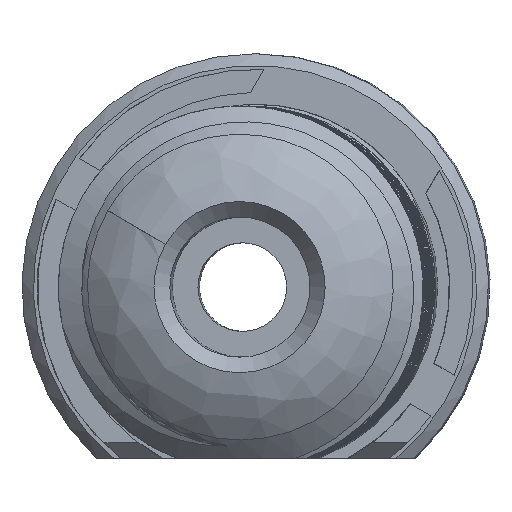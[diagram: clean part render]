
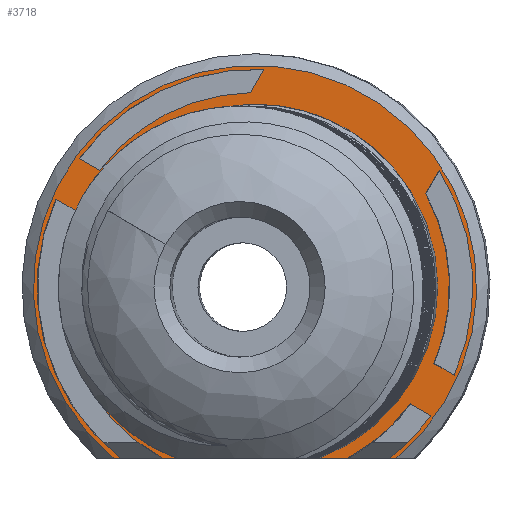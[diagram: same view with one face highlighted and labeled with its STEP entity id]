
A CAD part, left-side view. The second image highlights one B-rep face of the part: STEP entity #3718.
In plain terms, the highlighted planar face has unit normal (-1, 0.023, 0).
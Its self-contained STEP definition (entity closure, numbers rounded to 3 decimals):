
#93=FACE_BOUND('',#961,.T.);
#94=FACE_BOUND('',#962,.T.);
#125=PLANE('',#3905);
#286=LINE('',#24778,#492);
#290=LINE('',#24786,#496);
#294=LINE('',#24810,#500);
#298=LINE('',#24818,#504);
#315=LINE('',#24876,#521);
#316=LINE('',#24881,#522);
#317=LINE('',#24884,#523);
#318=LINE('',#24888,#524);
#319=LINE('',#24894,#525);
#320=LINE('',#24897,#526);
#492=VECTOR('',#4185,10.);
#496=VECTOR('',#4189,10.);
#500=VECTOR('',#4193,10.);
#504=VECTOR('',#4197,10.);
#521=VECTOR('',#4262,1000.);
#522=VECTOR('',#4269,1000.);
#523=VECTOR('',#4270,1000.);
#524=VECTOR('',#4273,1000.);
#525=VECTOR('',#4278,1000.);
#526=VECTOR('',#4281,1000.);
#756=FACE_OUTER_BOUND('',#960,.T.);
#960=EDGE_LOOP('',(#3036,#3037,#3038,#3039,#3040,#3041,#3042,#3043,#3044,
#3045,#3046,#3047));
#961=EDGE_LOOP('',(#3048,#3049,#3050,#3051));
#962=EDGE_LOOP('',(#3052,#3053,#3054,#3055));
#1079=CIRCLE('',#3886,11.75);
#1084=CIRCLE('',#3904,12.5);
#1085=CIRCLE('',#3906,12.5);
#1086=CIRCLE('',#3907,14.);
#1087=CIRCLE('',#3908,14.25);
#1088=CIRCLE('',#3909,14.);
#1089=CIRCLE('',#3910,12.5);
#1090=CIRCLE('',#3911,14.);
#1091=CIRCLE('',#3912,14.);
#1092=CIRCLE('',#3913,12.5);
#1629=VERTEX_POINT('',#24775);
#1630=VERTEX_POINT('',#24777);
#1633=VERTEX_POINT('',#24783);
#1634=VERTEX_POINT('',#24785);
#1641=VERTEX_POINT('',#24805);
#1642=VERTEX_POINT('',#24809);
#1645=VERTEX_POINT('',#24815);
#1646=VERTEX_POINT('',#24817);
#1661=VERTEX_POINT('',#24869);
#1662=VERTEX_POINT('',#24873);
#1663=VERTEX_POINT('',#24875);
#1664=VERTEX_POINT('',#24879);
#1665=VERTEX_POINT('',#24882);
#1666=VERTEX_POINT('',#24883);
#1667=VERTEX_POINT('',#24885);
#1668=VERTEX_POINT('',#24887);
#1669=VERTEX_POINT('',#24890);
#1670=VERTEX_POINT('',#24891);
#1671=VERTEX_POINT('',#24893);
#1672=VERTEX_POINT('',#24895);
#2119=EDGE_CURVE('',#1629,#1630,#286,.T.);
#2123=EDGE_CURVE('',#1633,#1634,#290,.T.);
#2131=EDGE_CURVE('',#1641,#1642,#294,.T.);
#2135=EDGE_CURVE('',#1645,#1646,#298,.T.);
#2139=EDGE_CURVE('',#1646,#1629,#1079,.T.);
#2161=EDGE_CURVE('',#1661,#1630,#1084,.T.);
#2163=EDGE_CURVE('',#1645,#1662,#1085,.T.);
#2164=EDGE_CURVE('',#1662,#1663,#315,.T.);
#2165=EDGE_CURVE('',#1642,#1663,#1086,.T.);
#2166=EDGE_CURVE('',#1641,#1634,#1087,.T.);
#2167=EDGE_CURVE('',#1664,#1633,#1088,.T.);
#2168=EDGE_CURVE('',#1664,#1661,#316,.T.);
#2169=EDGE_CURVE('',#1665,#1666,#317,.T.);
#2170=EDGE_CURVE('',#1665,#1667,#1089,.T.);
#2171=EDGE_CURVE('',#1667,#1668,#318,.T.);
#2172=EDGE_CURVE('',#1666,#1668,#1090,.T.);
#2173=EDGE_CURVE('',#1669,#1670,#1091,.T.);
#2174=EDGE_CURVE('',#1671,#1669,#319,.T.);
#2175=EDGE_CURVE('',#1671,#1672,#1092,.T.);
#2176=EDGE_CURVE('',#1670,#1672,#320,.T.);
#3036=ORIENTED_EDGE('',*,*,#2119,.F.);
#3037=ORIENTED_EDGE('',*,*,#2139,.F.);
#3038=ORIENTED_EDGE('',*,*,#2135,.F.);
#3039=ORIENTED_EDGE('',*,*,#2163,.T.);
#3040=ORIENTED_EDGE('',*,*,#2164,.T.);
#3041=ORIENTED_EDGE('',*,*,#2165,.F.);
#3042=ORIENTED_EDGE('',*,*,#2131,.F.);
#3043=ORIENTED_EDGE('',*,*,#2166,.T.);
#3044=ORIENTED_EDGE('',*,*,#2123,.F.);
#3045=ORIENTED_EDGE('',*,*,#2167,.F.);
#3046=ORIENTED_EDGE('',*,*,#2168,.T.);
#3047=ORIENTED_EDGE('',*,*,#2161,.T.);
#3048=ORIENTED_EDGE('',*,*,#2169,.F.);
#3049=ORIENTED_EDGE('',*,*,#2170,.T.);
#3050=ORIENTED_EDGE('',*,*,#2171,.T.);
#3051=ORIENTED_EDGE('',*,*,#2172,.F.);
#3052=ORIENTED_EDGE('',*,*,#2173,.F.);
#3053=ORIENTED_EDGE('',*,*,#2174,.F.);
#3054=ORIENTED_EDGE('',*,*,#2175,.T.);
#3055=ORIENTED_EDGE('',*,*,#2176,.F.);
#3718=ADVANCED_FACE('',(#756,#93,#94),#125,.T.);
#3886=AXIS2_PLACEMENT_3D('',#24825,#4207,#4208);
#3904=AXIS2_PLACEMENT_3D('',#24870,#4255,#4256);
#3905=AXIS2_PLACEMENT_3D('',#24872,#4258,#4259);
#3906=AXIS2_PLACEMENT_3D('',#24874,#4260,#4261);
#3907=AXIS2_PLACEMENT_3D('',#24877,#4263,#4264);
#3908=AXIS2_PLACEMENT_3D('',#24878,#4265,#4266);
#3909=AXIS2_PLACEMENT_3D('',#24880,#4267,#4268);
#3910=AXIS2_PLACEMENT_3D('',#24886,#4271,#4272);
#3911=AXIS2_PLACEMENT_3D('',#24889,#4274,#4275);
#3912=AXIS2_PLACEMENT_3D('',#24892,#4276,#4277);
#3913=AXIS2_PLACEMENT_3D('',#24896,#4279,#4280);
#4185=DIRECTION('',(0.023,1.,0.));
#4189=DIRECTION('',(0.023,1.,0.));
#4193=DIRECTION('',(0.023,1.,0.));
#4197=DIRECTION('',(0.023,1.,0.));
#4207=DIRECTION('center_axis',(-1.,0.023,0.));
#4208=DIRECTION('ref_axis',(0.02,0.866,0.5));
#4255=DIRECTION('center_axis',(-1.,0.023,0.));
#4256=DIRECTION('ref_axis',(0.02,0.866,0.5));
#4258=DIRECTION('center_axis',(-1.,0.023,0.));
#4259=DIRECTION('ref_axis',(0.02,0.866,0.5));
#4260=DIRECTION('center_axis',(-1.,0.023,0.));
#4261=DIRECTION('ref_axis',(0.02,0.866,0.5));
#4262=DIRECTION('',(-0.02,-0.866,-0.5));
#4263=DIRECTION('center_axis',(-1.,0.023,0.));
#4264=DIRECTION('ref_axis',(0.02,0.866,0.5));
#4265=DIRECTION('center_axis',(-1.,0.023,0.));
#4266=DIRECTION('ref_axis',(0.02,0.866,0.5));
#4267=DIRECTION('center_axis',(-1.,0.023,0.));
#4268=DIRECTION('ref_axis',(0.02,0.866,0.5));
#4269=DIRECTION('',(-0.02,-0.866,-0.5));
#4270=DIRECTION('',(-0.02,-0.866,-0.5));
#4271=DIRECTION('center_axis',(-1.,0.023,0.));
#4272=DIRECTION('ref_axis',(0.02,0.866,0.5));
#4273=DIRECTION('',(-0.011,-0.5,0.866));
#4274=DIRECTION('center_axis',(-1.,0.023,0.));
#4275=DIRECTION('ref_axis',(0.02,0.866,0.5));
#4276=DIRECTION('center_axis',(-1.,0.023,0.));
#4277=DIRECTION('ref_axis',(0.02,0.866,0.5));
#4278=DIRECTION('',(-0.011,-0.5,0.866));
#4279=DIRECTION('center_axis',(-1.,0.023,0.));
#4280=DIRECTION('ref_axis',(0.02,0.866,0.5));
#4281=DIRECTION('',(-0.02,-0.866,-0.5));
#24775=CARTESIAN_POINT('',(-53.375,-8.362,0.));
#24777=CARTESIAN_POINT('',(-53.334,-6.556,0.));
#24778=CARTESIAN_POINT('',(-53.468,-12.492,0.));
#24783=CARTESIAN_POINT('',(-53.273,-3.834,0.));
#24785=CARTESIAN_POINT('',(-53.264,-3.435,0.));
#24786=CARTESIAN_POINT('',(-53.468,-12.492,0.));
#24805=CARTESIAN_POINT('',(-53.673,-21.548,0.));
#24809=CARTESIAN_POINT('',(-53.664,-21.15,0.));
#24810=CARTESIAN_POINT('',(-53.468,-12.492,0.));
#24815=CARTESIAN_POINT('',(-53.602,-18.427,0.));
#24817=CARTESIAN_POINT('',(-53.562,-16.621,0.));
#24818=CARTESIAN_POINT('',(-53.468,-12.492,0.));
#24825=CARTESIAN_POINT('Origin',(-53.468,-12.492,11.));
#24869=CARTESIAN_POINT('',(-53.209,-0.997,15.906));
#24870=CARTESIAN_POINT('Origin',(-53.468,-12.492,11.));
#24872=CARTESIAN_POINT('Origin',(-53.468,-12.492,11.));
#24873=CARTESIAN_POINT('',(-53.694,-22.486,3.496));
#24874=CARTESIAN_POINT('Origin',(-53.468,-12.492,11.));
#24875=CARTESIAN_POINT('',(-53.723,-23.793,2.741));
#24876=CARTESIAN_POINT('',(-53.709,-23.14,3.119));
#24877=CARTESIAN_POINT('Origin',(-53.468,-12.492,11.));
#24878=CARTESIAN_POINT('Origin',(-53.468,-12.492,11.));
#24879=CARTESIAN_POINT('',(-53.179,0.31,16.661));
#24880=CARTESIAN_POINT('Origin',(-53.468,-12.492,11.));
#24881=CARTESIAN_POINT('',(-53.194,-0.344,16.283));
#24882=CARTESIAN_POINT('',(-53.728,-23.986,6.094));
#24883=CARTESIAN_POINT('',(-53.757,-25.293,5.339));
#24884=CARTESIAN_POINT('',(-53.743,-24.639,5.717));
#24885=CARTESIAN_POINT('',(-53.716,-23.456,16.997));
#24886=CARTESIAN_POINT('Origin',(-53.468,-12.492,11.));
#24887=CARTESIAN_POINT('',(-53.735,-24.318,18.488));
#24888=CARTESIAN_POINT('',(-53.726,-23.887,17.742));
#24889=CARTESIAN_POINT('Origin',(-53.468,-12.492,11.));
#24890=CARTESIAN_POINT('',(-53.481,-13.062,24.988));
#24891=CARTESIAN_POINT('',(-53.213,-1.19,19.259));
#24892=CARTESIAN_POINT('Origin',(-53.468,-12.492,11.));
#24893=CARTESIAN_POINT('',(-53.462,-12.201,23.497));
#24894=CARTESIAN_POINT('',(-53.471,-12.632,24.242));
#24895=CARTESIAN_POINT('',(-53.243,-2.497,18.504));
#24896=CARTESIAN_POINT('Origin',(-53.468,-12.492,11.));
#24897=CARTESIAN_POINT('',(-53.228,-1.843,18.881));
